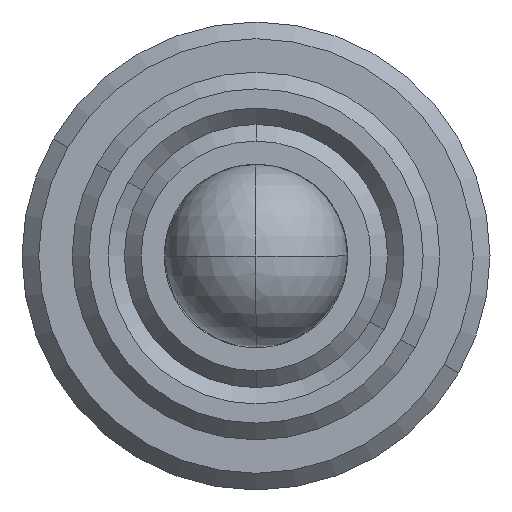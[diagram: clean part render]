
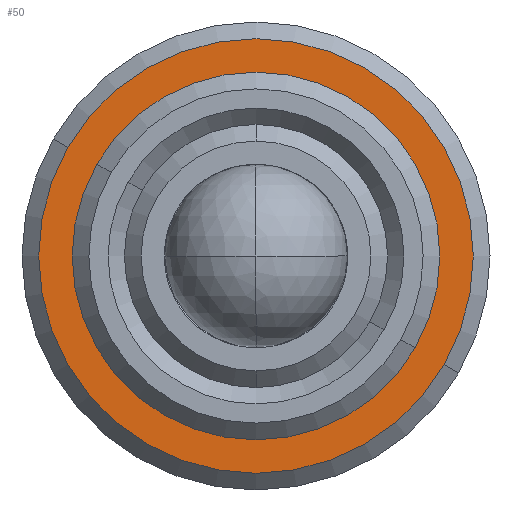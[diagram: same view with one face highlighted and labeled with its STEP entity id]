
A CAD part, left-side view. The second image highlights one B-rep face of the part: STEP entity #50.
In plain terms, the highlighted planar face has unit normal (-1, 0, 0).
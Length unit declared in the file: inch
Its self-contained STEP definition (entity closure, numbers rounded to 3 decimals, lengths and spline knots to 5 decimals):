
#1 = EDGE_CURVE ( 'NONE', #774, #32, #2274, .T. ) ;
#32 = VERTEX_POINT ( 'NONE', #489 ) ;
#50 = ADVANCED_FACE ( 'NONE', ( #1405, #1605 ), #684, .F. ) ;
#134 = ORIENTED_EDGE ( 'NONE', *, *, #2218, .T. ) ;
#175 = CARTESIAN_POINT ( 'NONE',  ( -3.5266, 0.3911, 1.75012 ) ) ;
#318 = VERTEX_POINT ( 'NONE', #1726 ) ;
#394 = VERTEX_POINT ( 'NONE', #1356 ) ;
#457 = AXIS2_PLACEMENT_3D ( 'NONE', #1289, #1163, #571 ) ;
#489 = CARTESIAN_POINT ( 'NONE',  ( -3.5266, 0.27851, 1.68513 ) ) ;
#530 = EDGE_CURVE ( 'NONE', #318, #394, #626, .T. ) ;
#571 = DIRECTION ( 'NONE',  ( 0., -0.866, -0.5 ) ) ;
#614 = CARTESIAN_POINT ( 'NONE',  ( -3.5266, 0.3911, 1.75012 ) ) ;
#626 = CIRCLE ( 'NONE', #1451, 0.11 ) ;
#642 = DIRECTION ( 'NONE',  ( 0., -0.866, -0.5 ) ) ;
#684 = PLANE ( 'NONE',  #718 ) ;
#718 = AXIS2_PLACEMENT_3D ( 'NONE', #175, #1083, #1270 ) ;
#719 = AXIS2_PLACEMENT_3D ( 'NONE', #614, #788, #1330 ) ;
#730 = CIRCLE ( 'NONE', #719, 0.11 ) ;
#774 = VERTEX_POINT ( 'NONE', #1567 ) ;
#788 = DIRECTION ( 'NONE',  ( 1., 0., 0. ) ) ;
#883 = CARTESIAN_POINT ( 'NONE',  ( -3.5266, 0.3911, 1.75012 ) ) ;
#979 = ORIENTED_EDGE ( 'NONE', *, *, #530, .T. ) ;
#1053 = DIRECTION ( 'NONE',  ( 0., -0.866, -0.5 ) ) ;
#1083 = DIRECTION ( 'NONE',  ( 1., 0., 0. ) ) ;
#1163 = DIRECTION ( 'NONE',  ( -1., 0., 0. ) ) ;
#1264 = AXIS2_PLACEMENT_3D ( 'NONE', #1544, #1721, #642 ) ;
#1270 = DIRECTION ( 'NONE',  ( 0., -0.866, -0.5 ) ) ;
#1289 = CARTESIAN_POINT ( 'NONE',  ( -3.5266, 0.3911, 1.75012 ) ) ;
#1330 = DIRECTION ( 'NONE',  ( 0., -0.866, -0.5 ) ) ;
#1356 = CARTESIAN_POINT ( 'NONE',  ( -3.5266, 0.48637, 1.80512 ) ) ;
#1405 = FACE_OUTER_BOUND ( 'NONE', #1886, .T. ) ;
#1419 = DIRECTION ( 'NONE',  ( 1., 0., 0. ) ) ;
#1423 = EDGE_CURVE ( 'NONE', #394, #318, #730, .T. ) ;
#1451 = AXIS2_PLACEMENT_3D ( 'NONE', #883, #1419, #1053 ) ;
#1460 = ORIENTED_EDGE ( 'NONE', *, *, #1423, .T. ) ;
#1544 = CARTESIAN_POINT ( 'NONE',  ( -3.5266, 0.3911, 1.75012 ) ) ;
#1567 = CARTESIAN_POINT ( 'NONE',  ( -3.5266, 0.50369, 1.81512 ) ) ;
#1605 = FACE_BOUND ( 'NONE', #2035, .T. ) ;
#1634 = ORIENTED_EDGE ( 'NONE', *, *, #1, .T. ) ;
#1721 = DIRECTION ( 'NONE',  ( -1., 0., 0. ) ) ;
#1726 = CARTESIAN_POINT ( 'NONE',  ( -3.5266, 0.29584, 1.69513 ) ) ;
#1886 = EDGE_LOOP ( 'NONE', ( #134, #1634 ) ) ;
#1899 = CIRCLE ( 'NONE', #457, 0.13 ) ;
#2035 = EDGE_LOOP ( 'NONE', ( #1460, #979 ) ) ;
#2218 = EDGE_CURVE ( 'NONE', #32, #774, #1899, .T. ) ;
#2274 = CIRCLE ( 'NONE', #1264, 0.13 ) ;
